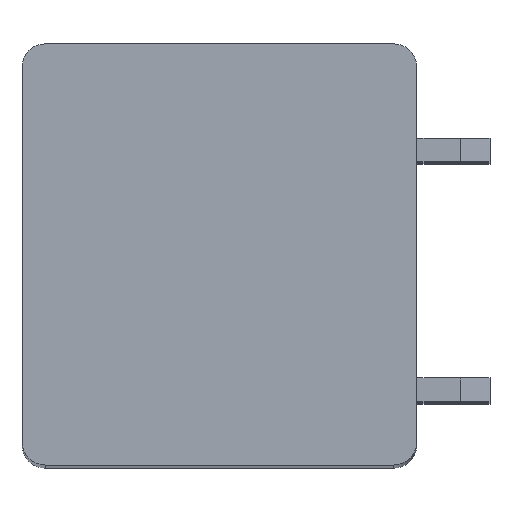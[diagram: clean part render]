
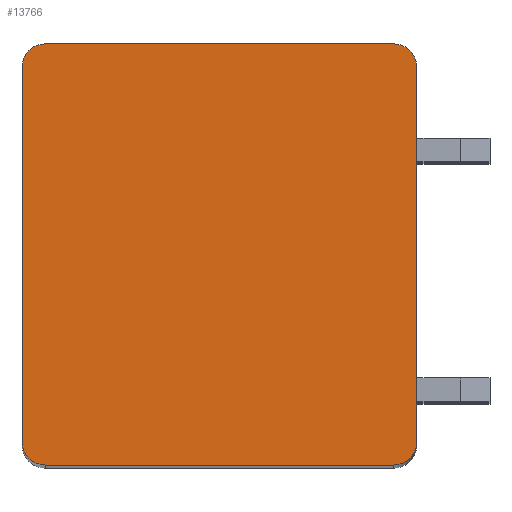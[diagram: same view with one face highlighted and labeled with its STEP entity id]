
A CAD part, top view. The second image highlights one B-rep face of the part: STEP entity #13766.
In plain terms, the highlighted planar face has unit normal (0, 0, 1).
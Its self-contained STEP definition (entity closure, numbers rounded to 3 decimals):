
#1509=CARTESIAN_POINT('',(-5.95,6.4,1.75));
#1510=DIRECTION('',(0.,0.,1.));
#1511=DIRECTION('',(0.,1.,0.));
#1512=AXIS2_PLACEMENT_3D('',#1509,#1510,#1511);
#1514=DIRECTION('',(-1.,0.,0.));
#1515=VECTOR('',#1514,11.9);
#1516=CARTESIAN_POINT('',(5.95,7.2,1.75));
#1517=LINE('',#1516,#1515);
#1518=CARTESIAN_POINT('',(5.95,6.4,1.75));
#1519=DIRECTION('',(0.,0.,1.));
#1520=DIRECTION('',(1.,0.,0.));
#1521=AXIS2_PLACEMENT_3D('',#1518,#1519,#1520);
#1523=DIRECTION('',(0.,1.,0.));
#1524=VECTOR('',#1523,12.8);
#1525=CARTESIAN_POINT('',(6.75,-6.4,1.75));
#1526=LINE('',#1525,#1524);
#1527=CARTESIAN_POINT('',(5.95,-6.4,1.75));
#1528=DIRECTION('',(0.,0.,1.));
#1529=DIRECTION('',(0.,-1.,0.));
#1530=AXIS2_PLACEMENT_3D('',#1527,#1528,#1529);
#1532=DIRECTION('',(1.,0.,0.));
#1533=VECTOR('',#1532,11.9);
#1534=CARTESIAN_POINT('',(-5.95,-7.2,1.75));
#1535=LINE('',#1534,#1533);
#1536=CARTESIAN_POINT('',(-5.95,-6.4,1.75));
#1537=DIRECTION('',(0.,0.,1.));
#1538=DIRECTION('',(-1.,0.,0.));
#1539=AXIS2_PLACEMENT_3D('',#1536,#1537,#1538);
#1541=DIRECTION('',(0.,-1.,0.));
#1542=VECTOR('',#1541,12.8);
#1543=CARTESIAN_POINT('',(-6.75,6.4,1.75));
#1544=LINE('',#1543,#1542);
#10331=CARTESIAN_POINT('',(-5.95,7.2,1.75));
#10332=VERTEX_POINT('',#10331);
#10333=CARTESIAN_POINT('',(-6.75,6.4,1.75));
#10334=VERTEX_POINT('',#10333);
#10339=CARTESIAN_POINT('',(6.75,6.4,1.75));
#10340=VERTEX_POINT('',#10339);
#10341=CARTESIAN_POINT('',(5.95,7.2,1.75));
#10342=VERTEX_POINT('',#10341);
#10347=CARTESIAN_POINT('',(-6.75,-6.4,1.75));
#10348=VERTEX_POINT('',#10347);
#10349=CARTESIAN_POINT('',(-5.95,-7.2,1.75));
#10350=VERTEX_POINT('',#10349);
#10355=CARTESIAN_POINT('',(5.95,-7.2,1.75));
#10356=VERTEX_POINT('',#10355);
#10357=CARTESIAN_POINT('',(6.75,-6.4,1.75));
#10358=VERTEX_POINT('',#10357);
#13751=CARTESIAN_POINT('',(0.,0.,1.75));
#13752=DIRECTION('',(0.,0.,1.));
#13753=DIRECTION('',(1.,0.,0.));
#13754=AXIS2_PLACEMENT_3D('',#13751,#13752,#13753);
#13755=PLANE('',#13754);
#13756=ORIENTED_EDGE('',*,*,#12831,.F.);
#13757=ORIENTED_EDGE('',*,*,#12847,.F.);
#13758=ORIENTED_EDGE('',*,*,#13336,.F.);
#13759=ORIENTED_EDGE('',*,*,#13351,.F.);
#13760=ORIENTED_EDGE('',*,*,#13704,.F.);
#13761=ORIENTED_EDGE('',*,*,#13717,.F.);
#13762=ORIENTED_EDGE('',*,*,#13732,.F.);
#13763=ORIENTED_EDGE('',*,*,#13744,.F.);
#13764=EDGE_LOOP('',(#13756,#13757,#13758,#13759,#13760,#13761,#13762,#13763));
#13765=FACE_OUTER_BOUND('',#13764,.F.);
#1513=CIRCLE('',#1512,0.8);
#1522=CIRCLE('',#1521,0.8);
#1531=CIRCLE('',#1530,0.8);
#1540=CIRCLE('',#1539,0.8);
#12831=EDGE_CURVE('',#10332,#10334,#1513,.T.);
#12847=EDGE_CURVE('',#10342,#10332,#1517,.T.);
#13336=EDGE_CURVE('',#10340,#10342,#1522,.T.);
#13351=EDGE_CURVE('',#10358,#10340,#1526,.T.);
#13704=EDGE_CURVE('',#10356,#10358,#1531,.T.);
#13717=EDGE_CURVE('',#10350,#10356,#1535,.T.);
#13732=EDGE_CURVE('',#10348,#10350,#1540,.T.);
#13744=EDGE_CURVE('',#10334,#10348,#1544,.T.);
#13766=ADVANCED_FACE('',(#13765),#13755,.T.);
